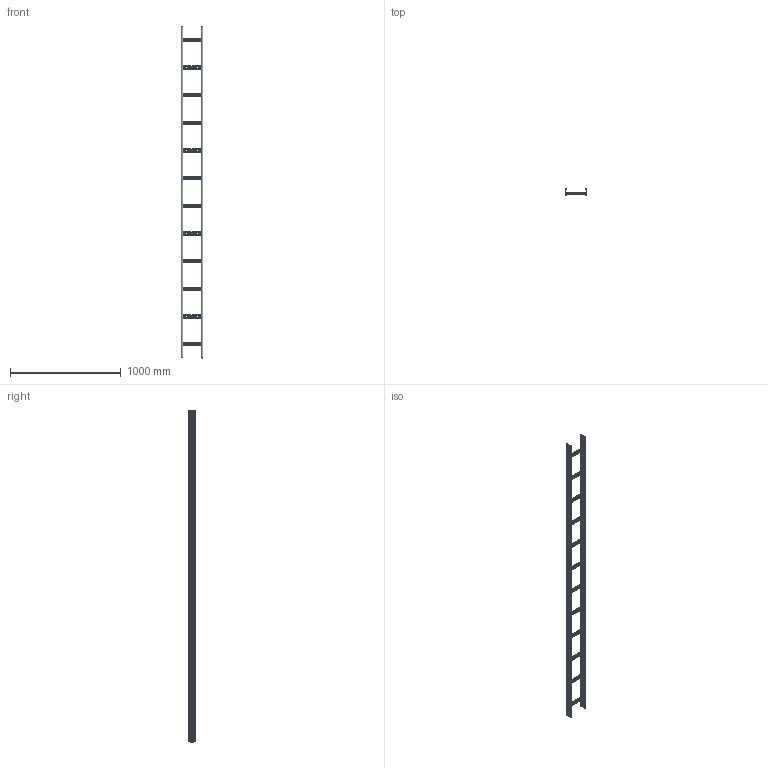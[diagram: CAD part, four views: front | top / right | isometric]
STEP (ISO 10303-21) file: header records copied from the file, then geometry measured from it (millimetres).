
FILE_DESCRIPTION (( 'STEP AP203' ), '1' );
FILE_NAME ('10-02-2220.STEP', '2013-05-02T06:59:39', ( 'asennus' ), ( '' ), 'SwSTEP 2.0', 'SolidWorks 2013', '' );
FILE_SCHEMA (( 'CONFIG_CONTROL_DESIGN' ));
Products named in the file (1): 10-02-2220
Bounding box: 197 x 60 x 3000 mm (x, y, z)
Volume: 743854.9 mm3; surface area: 1510628.7 mm2
Topology: 14 solids, 14 shells, 1652 faces, 4600 edges, 2976 vertices
Faces by surface type: plane 884, cylinder 768
Entity records: 56399 total; most frequent: CARTESIAN_POINT 17029, ORIENTED_EDGE 9200, DIRECTION 7042, EDGE_CURVE 4600, VERTEX_POINT 2976, LINE 2488, VECTOR 2488, AXIS2_PLACEMENT_3D 2277
